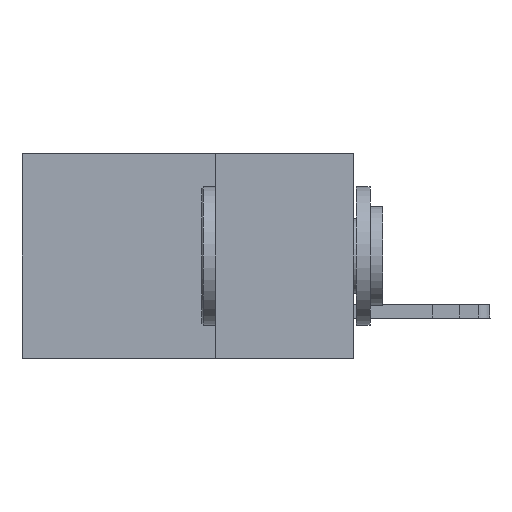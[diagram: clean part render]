
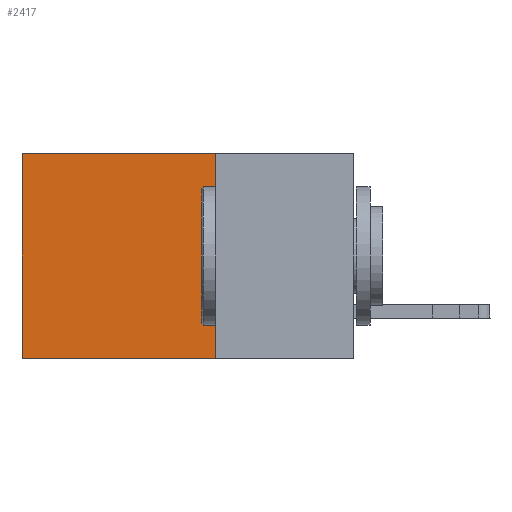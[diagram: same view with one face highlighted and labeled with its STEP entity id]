
A CAD part, left-side view. The second image highlights one B-rep face of the part: STEP entity #2417.
In plain terms, the highlighted planar face has unit normal (-1, 0, 0).
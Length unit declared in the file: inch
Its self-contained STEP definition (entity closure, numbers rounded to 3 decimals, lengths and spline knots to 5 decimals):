
#607 = AXIS2_PLACEMENT_3D ( 'NONE', #14827, #14911, #836 ) ;
#836 = DIRECTION ( 'NONE',  ( 0., 0., -1. ) ) ;
#1444 = LINE ( 'NONE', #20793, #17511 ) ;
#1685 = VERTEX_POINT ( 'NONE', #21103 ) ;
#2417 = ADVANCED_FACE ( 'NONE', ( #19030 ), #9559, .F. ) ;
#3274 = ORIENTED_EDGE ( 'NONE', *, *, #18973, .T. ) ;
#3804 = VERTEX_POINT ( 'NONE', #16271 ) ;
#6229 = VERTEX_POINT ( 'NONE', #21145 ) ;
#7183 = EDGE_CURVE ( 'NONE', #6229, #1685, #1444, .T. ) ;
#7191 = LINE ( 'NONE', #7665, #21314 ) ;
#7665 = CARTESIAN_POINT ( 'NONE',  ( 0.2875, 0.6, 0. ) ) ;
#8387 = DIRECTION ( 'NONE',  ( 0., 1., 0. ) ) ;
#9559 = PLANE ( 'NONE',  #607 ) ;
#12638 = CARTESIAN_POINT ( 'NONE',  ( 0.2875, 0.25, 0. ) ) ;
#12838 = LINE ( 'NONE', #12638, #16397 ) ;
#13292 = DIRECTION ( 'NONE',  ( 0., 0., -1. ) ) ;
#13378 = VERTEX_POINT ( 'NONE', #18266 ) ;
#13789 = DIRECTION ( 'NONE',  ( 0., 0., -1. ) ) ;
#14313 = ORIENTED_EDGE ( 'NONE', *, *, #16597, .T. ) ;
#14598 = ORIENTED_EDGE ( 'NONE', *, *, #7183, .F. ) ;
#14823 = ORIENTED_EDGE ( 'NONE', *, *, #21381, .F. ) ;
#14827 = CARTESIAN_POINT ( 'NONE',  ( 0.2875, 0.25, 0. ) ) ;
#14911 = DIRECTION ( 'NONE',  ( 1., 0., 0. ) ) ;
#16026 = LINE ( 'NONE', #22554, #21833 ) ;
#16271 = CARTESIAN_POINT ( 'NONE',  ( 0.2875, 0.6, -0.37 ) ) ;
#16397 = VECTOR ( 'NONE', #16768, 39.37008 ) ;
#16597 = EDGE_CURVE ( 'NONE', #13378, #3804, #7191, .T. ) ;
#16768 = DIRECTION ( 'NONE',  ( 0., 1., 0. ) ) ;
#17511 = VECTOR ( 'NONE', #13789, 39.37008 ) ;
#18266 = CARTESIAN_POINT ( 'NONE',  ( 0.2875, 0.6, 0. ) ) ;
#18973 = EDGE_CURVE ( 'NONE', #6229, #13378, #12838, .T. ) ;
#19030 = FACE_OUTER_BOUND ( 'NONE', #19573, .T. ) ;
#19573 = EDGE_LOOP ( 'NONE', ( #14313, #14823, #14598, #3274 ) ) ;
#20793 = CARTESIAN_POINT ( 'NONE',  ( 0.2875, 0.25, 0. ) ) ;
#21103 = CARTESIAN_POINT ( 'NONE',  ( 0.2875, 0.25, -0.37 ) ) ;
#21145 = CARTESIAN_POINT ( 'NONE',  ( 0.2875, 0.25, 0. ) ) ;
#21314 = VECTOR ( 'NONE', #13292, 39.37008 ) ;
#21381 = EDGE_CURVE ( 'NONE', #1685, #3804, #16026, .T. ) ;
#21833 = VECTOR ( 'NONE', #8387, 39.37008 ) ;
#22554 = CARTESIAN_POINT ( 'NONE',  ( 0.2875, 0.25, -0.37 ) ) ;
